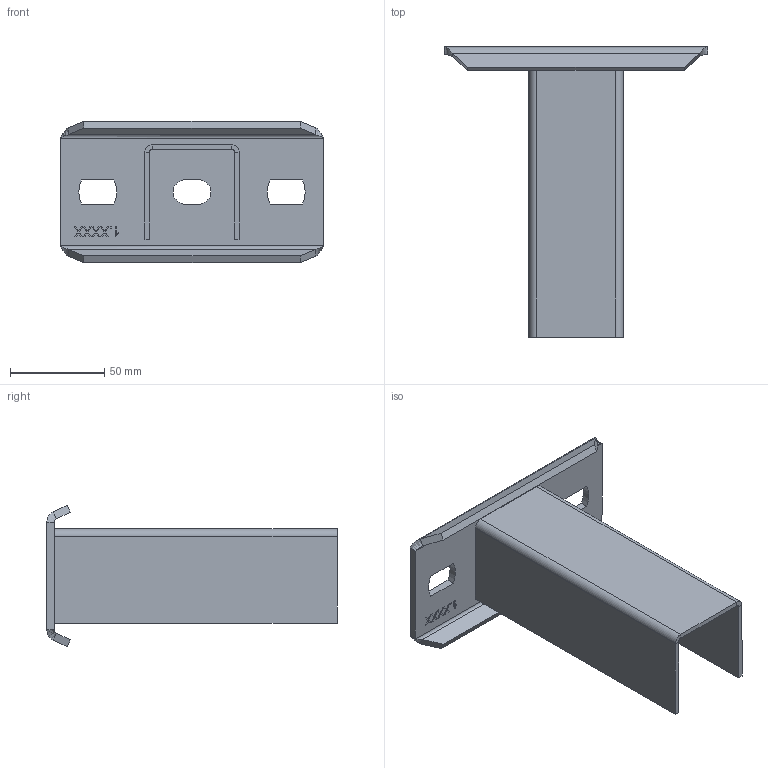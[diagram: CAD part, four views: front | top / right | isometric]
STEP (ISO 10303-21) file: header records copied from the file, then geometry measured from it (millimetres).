
FILE_DESCRIPTION (( 'STEP AP214' ), '1' );
FILE_NAME ('6343840.STEP', '2025-02-18T10:37:02', ( '' ), ( '' ), 'SwSTEP 2.0', 'SolidWorks 2024', '' );
FILE_SCHEMA (( 'AUTOMOTIVE_DESIGN' ));
Length unit declared in the file: millimetre
Products named in the file (3): KTS 01.021-001_US 5 (L=0150); KTS 02.020-045_Standard; 6343840
Assembly tree (2 placements, depth 2):
  6343840
    KTS 02.020-045_Standard
    KTS 01.021-001_US 5 (L=0150)
Bounding box: 140 x 154 x 74.96 mm (x, y, z)
Volume: 95578.5 mm3; surface area: 67696.5 mm2
Topology: 2 solids, 2 shells, 141 faces, 361 edges, 230 vertices
Faces by surface type: plane 105, bspline 22, cylinder 14
Entity records: 4711 total; most frequent: CARTESIAN_POINT 1359, ORIENTED_EDGE 722, DIRECTION 577, EDGE_CURVE 361, LINE 289, VECTOR 289, VERTEX_POINT 230, EDGE_LOOP 153
